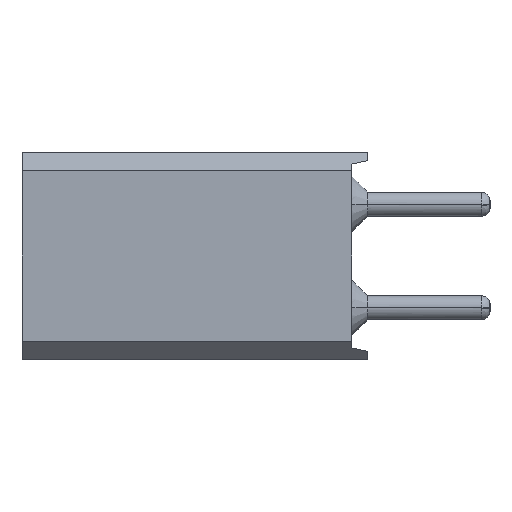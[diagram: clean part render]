
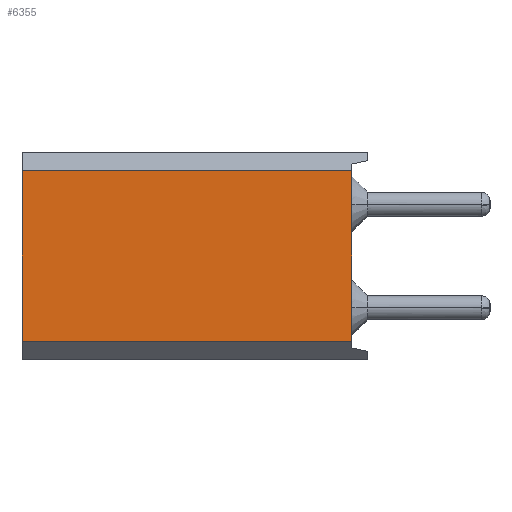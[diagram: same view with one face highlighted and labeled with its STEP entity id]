
A CAD part, left-side view. The second image highlights one B-rep face of the part: STEP entity #6355.
In plain terms, the highlighted planar face has unit normal (-1, 0, 0).
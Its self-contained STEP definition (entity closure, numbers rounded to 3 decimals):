
#805=CARTESIAN_POINT('',(0.,8.5,-3.36));
#806=VERTEX_POINT('',#805);
#816=CARTESIAN_POINT('',(0.,8.5,0.82));
#817=VERTEX_POINT('',#816);
#818=CARTESIAN_POINT('',(0.,8.5,-3.36));
#819=CARTESIAN_POINT('',(0.,8.5,-2.524));
#820=CARTESIAN_POINT('',(0.,8.5,-1.688));
#821=CARTESIAN_POINT('',(0.,8.5,-0.852));
#822=CARTESIAN_POINT('',(0.,8.5,-0.016));
#823=CARTESIAN_POINT('',(0.,8.5,0.82));
#824=B_SPLINE_CURVE_WITH_KNOTS('',5,(#818,#819,#820,#821,#822,#823),.UNSPECIFIED.,.F.,.U.,(6,6),(0.,4.18),.UNSPECIFIED.);
#825=EDGE_CURVE('',#806,#817,#824,.T.);
#2166=CARTESIAN_POINT('',(0.,0.4,0.82));
#2167=VERTEX_POINT('',#2166);
#2168=CARTESIAN_POINT('',(0.,0.4,0.82));
#2169=CARTESIAN_POINT('',(0.,2.02,0.82));
#2170=CARTESIAN_POINT('',(0.,3.64,0.82));
#2171=CARTESIAN_POINT('',(0.,5.26,0.82));
#2172=CARTESIAN_POINT('',(0.,6.88,0.82));
#2173=CARTESIAN_POINT('',(0.,8.5,0.82));
#2174=B_SPLINE_CURVE_WITH_KNOTS('',5,(#2168,#2169,#2170,#2171,#2172,#2173),.UNSPECIFIED.,.F.,.U.,(6,6),(0.,8.1),.UNSPECIFIED.);
#2175=EDGE_CURVE('',#2167,#817,#2174,.T.);
#2226=CARTESIAN_POINT('',(0.,0.4,-3.36));
#2227=VERTEX_POINT('',#2226);
#2228=CARTESIAN_POINT('',(0.,0.4,0.82));
#2229=CARTESIAN_POINT('',(0.,0.4,-0.016));
#2230=CARTESIAN_POINT('',(0.,0.4,-0.852));
#2231=CARTESIAN_POINT('',(0.,0.4,-1.688));
#2232=CARTESIAN_POINT('',(0.,0.4,-2.524));
#2233=CARTESIAN_POINT('',(0.,0.4,-3.36));
#2234=B_SPLINE_CURVE_WITH_KNOTS('',5,(#2228,#2229,#2230,#2231,#2232,#2233),.UNSPECIFIED.,.F.,.U.,(6,6),(0.,4.18),.UNSPECIFIED.);
#2235=EDGE_CURVE('',#2167,#2227,#2234,.T.);
#6321=CARTESIAN_POINT('',(0.,0.4,-3.36));
#6322=CARTESIAN_POINT('',(0.,2.02,-3.36));
#6323=CARTESIAN_POINT('',(0.,3.64,-3.36));
#6324=CARTESIAN_POINT('',(0.,5.26,-3.36));
#6325=CARTESIAN_POINT('',(0.,6.88,-3.36));
#6326=CARTESIAN_POINT('',(0.,8.5,-3.36));
#6327=B_SPLINE_CURVE_WITH_KNOTS('',5,(#6321,#6322,#6323,#6324,#6325,#6326),.UNSPECIFIED.,.F.,.U.,(6,6),(0.,8.1),.UNSPECIFIED.);
#6328=EDGE_CURVE('',#2227,#806,#6327,.T.);
#6344=CARTESIAN_POINT('',(0.,4.45,-1.27));
#6345=DIRECTION('',(0.,0.,1.));
#6346=DIRECTION('',(-1.,0.,0.));
#6347=AXIS2_PLACEMENT_3D('',#6344,#6346,#6345);
#6348=PLANE('',#6347);
#6349=ORIENTED_EDGE('',*,*,#825,.F.);
#6350=ORIENTED_EDGE('',*,*,#6328,.F.);
#6351=ORIENTED_EDGE('',*,*,#2235,.F.);
#6352=ORIENTED_EDGE('',*,*,#2175,.T.);
#6353=EDGE_LOOP('',(#6349,#6350,#6351,#6352));
#6354=FACE_OUTER_BOUND('',#6353,.T.);
#6355=ADVANCED_FACE('',(#6354),#6348,.T.);
